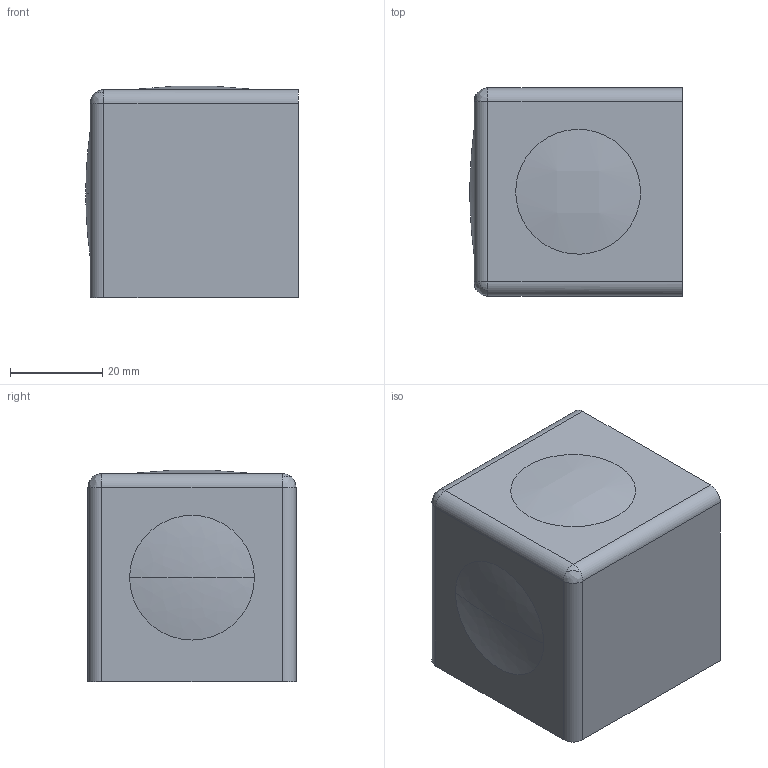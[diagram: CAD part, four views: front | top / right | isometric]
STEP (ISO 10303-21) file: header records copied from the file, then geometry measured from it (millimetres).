
FILE_DESCRIPTION (( 'STEP AP214' ), '1' );
FILE_NAME ('61210601', '2019-02-04T09:31:59', ( '' ), ('JUGARD+KÜNSTNER GmbH'), 'SwSTEP 2.0', 'SolidWorks 2017', '' );
FILE_SCHEMA (( 'AUTOMOTIVE_DESIGN' ));
Length unit declared in the file: millimetre
Products named in the file (1): 61210601_CNAJF00
Bounding box: 45.92 x 45 x 45.71 mm (x, y, z)
Volume: 90724.4 mm3; surface area: 11896.7 mm2
Topology: 1 solids, 1 shells, 20 faces, 51 edges, 30 vertices
Faces by surface type: plane 9, bspline 6, cylinder 5
Entity records: 796 total; most frequent: CARTESIAN_POINT 282, DIRECTION 92, ORIENTED_EDGE 92, EDGE_CURVE 46, AXIS2_PLACEMENT_3D 33, VERTEX_POINT 30, LINE 26, VECTOR 26
